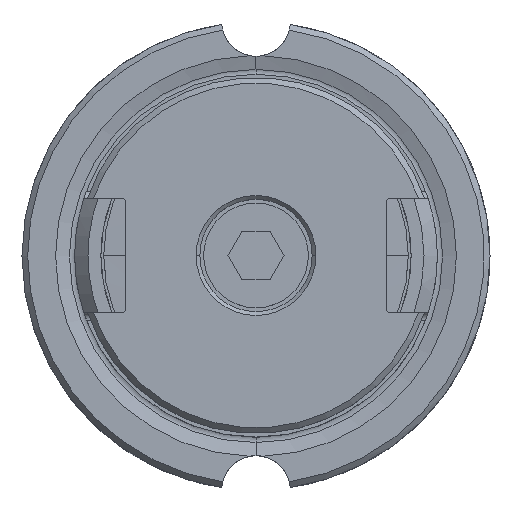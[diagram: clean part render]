
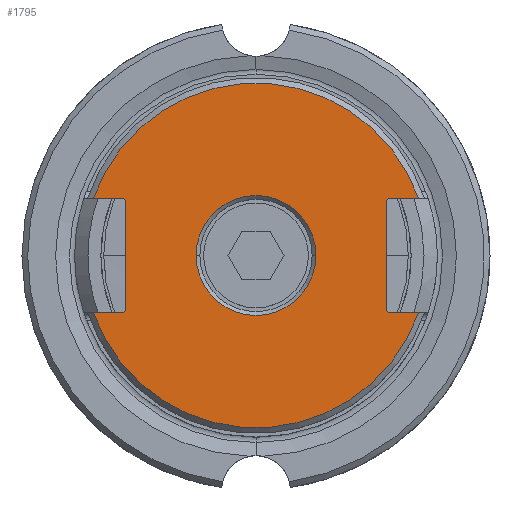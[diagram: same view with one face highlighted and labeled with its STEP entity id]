
A CAD part, top view. The second image highlights one B-rep face of the part: STEP entity #1795.
In plain terms, the highlighted planar face has unit normal (0, 0, 1).
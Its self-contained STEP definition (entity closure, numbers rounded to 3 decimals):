
#1795=ADVANCED_FACE('',(#3926,#3927),#2676,.T.);
#2676=PLANE('',#19876);
#3539=CIRCLE('',#19864,0.2);
#3540=CIRCLE('',#19867,0.2);
#3541=CIRCLE('',#19870,9.05);
#3542=CIRCLE('',#19871,0.2);
#3543=CIRCLE('',#19872,0.2);
#3544=CIRCLE('',#19873,9.05);
#3545=CIRCLE('',#19874,3.15);
#3546=CIRCLE('',#19875,3.15);
#3926=FACE_BOUND('',#4171,.T.);
#3927=FACE_BOUND('',#4172,.T.);
#4171=EDGE_LOOP('',(#5920,#5921,#5922,#5923,#5924,#5925,#5926,#5927,#5928,
#5929,#5930,#5931));
#4172=EDGE_LOOP('',(#5932,#5933));
#5920=ORIENTED_EDGE('',*,*,#12835,.F.);
#5921=ORIENTED_EDGE('',*,*,#12840,.F.);
#5922=ORIENTED_EDGE('',*,*,#12841,.F.);
#5923=ORIENTED_EDGE('',*,*,#12842,.T.);
#5924=ORIENTED_EDGE('',*,*,#12843,.F.);
#5925=ORIENTED_EDGE('',*,*,#12844,.T.);
#5926=ORIENTED_EDGE('',*,*,#12845,.F.);
#5927=ORIENTED_EDGE('',*,*,#12846,.T.);
#5928=ORIENTED_EDGE('',*,*,#12847,.F.);
#5929=ORIENTED_EDGE('',*,*,#12826,.F.);
#5930=ORIENTED_EDGE('',*,*,#12831,.F.);
#5931=ORIENTED_EDGE('',*,*,#12833,.F.);
#5932=ORIENTED_EDGE('',*,*,#12848,.F.);
#5933=ORIENTED_EDGE('',*,*,#12849,.F.);
#10850=VERTEX_POINT('',#27454);
#10851=VERTEX_POINT('',#27455);
#10854=VERTEX_POINT('',#27474);
#10855=VERTEX_POINT('',#27478);
#10856=VERTEX_POINT('',#27482);
#10859=VERTEX_POINT('',#27500);
#10860=VERTEX_POINT('',#27504);
#10861=VERTEX_POINT('',#27506);
#10862=VERTEX_POINT('',#27508);
#10863=VERTEX_POINT('',#27510);
#10864=VERTEX_POINT('',#27512);
#10865=VERTEX_POINT('',#27514);
#10866=VERTEX_POINT('',#27517);
#10867=VERTEX_POINT('',#27518);
#12826=EDGE_CURVE('',#10850,#10851,#15370,.T.);
#12831=EDGE_CURVE('',#10854,#10850,#3539,.T.);
#12833=EDGE_CURVE('',#10855,#10854,#15374,.T.);
#12835=EDGE_CURVE('',#10856,#10855,#3540,.T.);
#12840=EDGE_CURVE('',#10859,#10856,#15378,.T.);
#12841=EDGE_CURVE('',#10860,#10859,#3541,.T.);
#12842=EDGE_CURVE('',#10860,#10861,#15379,.T.);
#12843=EDGE_CURVE('',#10862,#10861,#3542,.T.);
#12844=EDGE_CURVE('',#10862,#10863,#15380,.T.);
#12845=EDGE_CURVE('',#10864,#10863,#3543,.T.);
#12846=EDGE_CURVE('',#10864,#10865,#15381,.T.);
#12847=EDGE_CURVE('',#10851,#10865,#3544,.T.);
#12848=EDGE_CURVE('',#10866,#10867,#3545,.T.);
#12849=EDGE_CURVE('',#10867,#10866,#3546,.T.);
#15370=LINE('',#27453,#17377);
#15374=LINE('',#27477,#17381);
#15378=LINE('',#27501,#17385);
#15379=LINE('',#27505,#17386);
#15380=LINE('',#27509,#17387);
#15381=LINE('',#27513,#17388);
#17377=VECTOR('',#22199,1.);
#17381=VECTOR('',#22209,1.);
#17385=VECTOR('',#22219,1.);
#17386=VECTOR('',#22224,1.);
#17387=VECTOR('',#22227,1.);
#17388=VECTOR('',#22230,1.);
#19864=AXIS2_PLACEMENT_3D('',#27473,#22204,#22205);
#19867=AXIS2_PLACEMENT_3D('',#27481,#22213,#22214);
#19870=AXIS2_PLACEMENT_3D('',#27503,#22222,#22223);
#19871=AXIS2_PLACEMENT_3D('',#27507,#22225,#22226);
#19872=AXIS2_PLACEMENT_3D('',#27511,#22228,#22229);
#19873=AXIS2_PLACEMENT_3D('',#27515,#22231,#22232);
#19874=AXIS2_PLACEMENT_3D('',#27516,#22233,#22234);
#19875=AXIS2_PLACEMENT_3D('',#27519,#22235,#22236);
#19876=AXIS2_PLACEMENT_3D('',#27520,#22237,#22238);
#22199=DIRECTION('',(-1.,0.,0.));
#22204=DIRECTION('',(0.,0.,1.));
#22205=DIRECTION('',(1.,0.,0.));
#22209=DIRECTION('',(0.,1.,0.));
#22213=DIRECTION('',(0.,0.,1.));
#22214=DIRECTION('',(0.,-1.,0.));
#22219=DIRECTION('',(1.,0.,0.));
#22222=DIRECTION('',(0.,0.,-1.));
#22223=DIRECTION('',(0.943,-0.332,0.));
#22224=DIRECTION('',(-1.,0.,0.));
#22225=DIRECTION('',(0.,0.,1.));
#22226=DIRECTION('',(-1.,0.,0.));
#22227=DIRECTION('',(0.,1.,0.));
#22228=DIRECTION('',(0.,0.,1.));
#22229=DIRECTION('',(0.,1.,0.));
#22230=DIRECTION('',(1.,0.,0.));
#22231=DIRECTION('',(0.,0.,-1.));
#22232=DIRECTION('',(-0.943,0.332,0.));
#22233=DIRECTION('',(0.,0.,1.));
#22234=DIRECTION('',(1.,0.,0.));
#22235=DIRECTION('',(0.,0.,1.));
#22236=DIRECTION('',(-1.,0.,0.));
#22237=DIRECTION('',(0.,0.,1.));
#22238=DIRECTION('',(-1.,0.,0.));
#27453=CARTESIAN_POINT('',(-7.05,3.004,14.5));
#27454=CARTESIAN_POINT('',(-7.05,3.004,14.5));
#27455=CARTESIAN_POINT('',(-8.537,3.004,14.5));
#27473=CARTESIAN_POINT('',(-7.05,2.804,14.5));
#27474=CARTESIAN_POINT('',(-6.85,2.804,14.5));
#27477=CARTESIAN_POINT('',(-6.85,-2.804,14.5));
#27478=CARTESIAN_POINT('',(-6.85,-2.804,14.5));
#27481=CARTESIAN_POINT('',(-7.05,-2.804,14.5));
#27482=CARTESIAN_POINT('',(-7.05,-3.004,14.5));
#27500=CARTESIAN_POINT('',(-8.537,-3.004,14.5));
#27501=CARTESIAN_POINT('',(-8.537,-3.004,14.5));
#27503=CARTESIAN_POINT('',(0.,0.,14.5));
#27504=CARTESIAN_POINT('',(8.537,-3.004,14.5));
#27505=CARTESIAN_POINT('',(8.537,-3.004,14.5));
#27506=CARTESIAN_POINT('',(7.05,-3.004,14.5));
#27507=CARTESIAN_POINT('',(7.05,-2.804,14.5));
#27508=CARTESIAN_POINT('',(6.85,-2.804,14.5));
#27509=CARTESIAN_POINT('',(6.85,-2.804,14.5));
#27510=CARTESIAN_POINT('',(6.85,2.804,14.5));
#27511=CARTESIAN_POINT('',(7.05,2.804,14.5));
#27512=CARTESIAN_POINT('',(7.05,3.004,14.5));
#27513=CARTESIAN_POINT('',(7.05,3.004,14.5));
#27514=CARTESIAN_POINT('',(8.537,3.004,14.5));
#27515=CARTESIAN_POINT('',(0.,0.,14.5));
#27516=CARTESIAN_POINT('',(0.,0.,14.5));
#27517=CARTESIAN_POINT('',(3.15,0.,14.5));
#27518=CARTESIAN_POINT('',(-3.15,0.,14.5));
#27519=CARTESIAN_POINT('',(0.,0.,14.5));
#27520=CARTESIAN_POINT('',(0.,0.,14.5));
